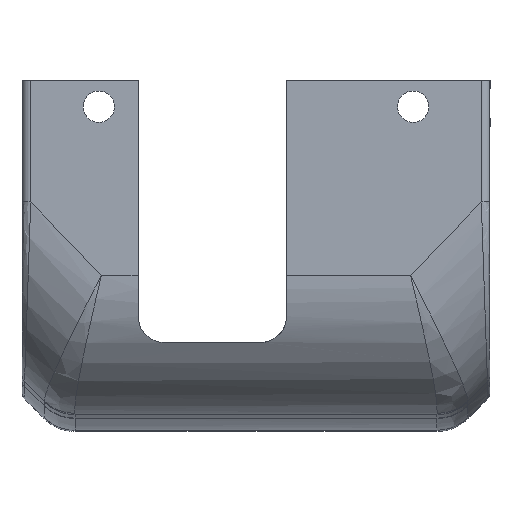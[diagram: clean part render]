
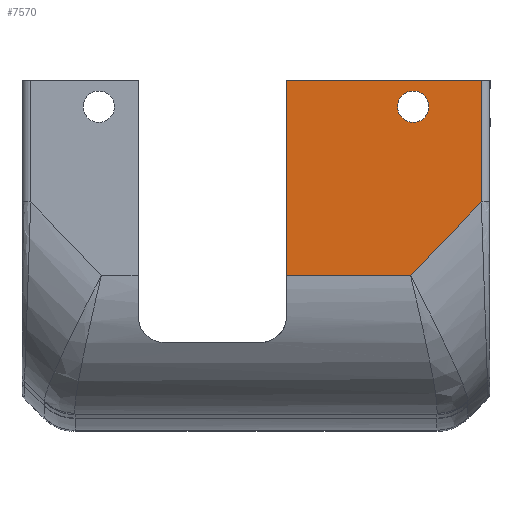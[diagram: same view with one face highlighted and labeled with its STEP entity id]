
A CAD part, top view. The second image highlights one B-rep face of the part: STEP entity #7570.
In plain terms, the highlighted planar face has unit normal (0, 0, 1).
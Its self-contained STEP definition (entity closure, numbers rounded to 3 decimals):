
#363 = DIRECTION ( 'NONE',  ( 1., 0., 0. ) ) ;
#559 = LINE ( 'NONE', #8158, #6350 ) ;
#776 = VERTEX_POINT ( 'NONE', #1741 ) ;
#930 = EDGE_CURVE ( 'NONE', #776, #5366, #14377, .T. ) ;
#1015 = CARTESIAN_POINT ( 'NONE',  ( -64.761, -51.671, 40. ) ) ;
#1427 = CARTESIAN_POINT ( 'NONE',  ( -56.772, -43.41, 40. ) ) ;
#1618 = EDGE_LOOP ( 'NONE', ( #10983, #6083, #4230, #5865, #11392 ) ) ;
#1741 = CARTESIAN_POINT ( 'NONE',  ( -64.866, -51.78, 40. ) ) ;
#1743 = AXIS2_PLACEMENT_3D ( 'NONE', #9400, #8281, #9633 ) ;
#1819 = CARTESIAN_POINT ( 'NONE',  ( -56.772, -29.5, 40. ) ) ;
#2004 = EDGE_CURVE ( 'NONE', #15176, #11298, #559, .T. ) ;
#2532 = FACE_BOUND ( 'NONE', #7405, .T. ) ;
#2607 = FACE_OUTER_BOUND ( 'NONE', #1618, .T. ) ;
#3239 = CARTESIAN_POINT ( 'NONE',  ( -79.072, -51.78, 40. ) ) ;
#3293 = DIRECTION ( 'NONE',  ( 0., -1., 0. ) ) ;
#3433 = EDGE_CURVE ( 'NONE', #15176, #6866, #9343, .T. ) ;
#3844 = ORIENTED_EDGE ( 'NONE', *, *, #6557, .F. ) ;
#4126 = EDGE_CURVE ( 'NONE', #6866, #776, #15229, .T. ) ;
#4230 = ORIENTED_EDGE ( 'NONE', *, *, #3433, .T. ) ;
#5300 = VECTOR ( 'NONE', #12909, 1000. ) ;
#5366 = VERTEX_POINT ( 'NONE', #1427 ) ;
#5865 = ORIENTED_EDGE ( 'NONE', *, *, #4126, .T. ) ;
#6083 = ORIENTED_EDGE ( 'NONE', *, *, #2004, .F. ) ;
#6350 = VECTOR ( 'NONE', #11605, 1000. ) ;
#6557 = EDGE_CURVE ( 'NONE', #13040, #13040, #10165, .T. ) ;
#6738 = CARTESIAN_POINT ( 'NONE',  ( -110.572, -51.78, 40. ) ) ;
#6815 = VECTOR ( 'NONE', #13028, 1000. ) ;
#6866 = VERTEX_POINT ( 'NONE', #3239 ) ;
#7405 = EDGE_LOOP ( 'NONE', ( #3844 ) ) ;
#7570 = ADVANCED_FACE ( 'NONE', ( #2532, #2607 ), #10115, .F. ) ;
#8158 = CARTESIAN_POINT ( 'NONE',  ( -110.572, -29.5, 40. ) ) ;
#8281 = DIRECTION ( 'NONE',  ( 0., 0., 1. ) ) ;
#8472 = CARTESIAN_POINT ( 'NONE',  ( -79.072, -70.5, 40. ) ) ;
#8585 = LINE ( 'NONE', #14675, #11794 ) ;
#8763 = DIRECTION ( 'NONE',  ( 0., 0., -1. ) ) ;
#9343 = LINE ( 'NONE', #8472, #14242 ) ;
#9400 = CARTESIAN_POINT ( 'NONE',  ( -64.572, -32.5, 40. ) ) ;
#9633 = DIRECTION ( 'NONE',  ( -1., 0., 0. ) ) ;
#10115 = PLANE ( 'NONE',  #11609 ) ;
#10165 = CIRCLE ( 'NONE', #1743, 1.8 ) ;
#10983 = ORIENTED_EDGE ( 'NONE', *, *, #12260, .T. ) ;
#11230 = DIRECTION ( 'NONE',  ( 0., 1., 0. ) ) ;
#11298 = VERTEX_POINT ( 'NONE', #1819 ) ;
#11320 = CARTESIAN_POINT ( 'NONE',  ( -110.572, -70.5, 40. ) ) ;
#11392 = ORIENTED_EDGE ( 'NONE', *, *, #930, .T. ) ;
#11605 = DIRECTION ( 'NONE',  ( 1., 0., 0. ) ) ;
#11609 = AXIS2_PLACEMENT_3D ( 'NONE', #11320, #8763, #363 ) ;
#11794 = VECTOR ( 'NONE', #11230, 1000. ) ;
#12125 = CARTESIAN_POINT ( 'NONE',  ( -79.072, -29.5, 40. ) ) ;
#12144 = CARTESIAN_POINT ( 'NONE',  ( -66.372, -32.5, 40. ) ) ;
#12260 = EDGE_CURVE ( 'NONE', #5366, #11298, #8585, .T. ) ;
#12909 = DIRECTION ( 'NONE',  ( 1., 0., 0. ) ) ;
#13028 = DIRECTION ( 'NONE',  ( 0.695, 0.719, 0. ) ) ;
#13040 = VERTEX_POINT ( 'NONE', #12144 ) ;
#14242 = VECTOR ( 'NONE', #3293, 1000. ) ;
#14377 = LINE ( 'NONE', #1015, #6815 ) ;
#14675 = CARTESIAN_POINT ( 'NONE',  ( -56.772, -70.5, 40. ) ) ;
#15176 = VERTEX_POINT ( 'NONE', #12125 ) ;
#15229 = LINE ( 'NONE', #6738, #5300 ) ;
